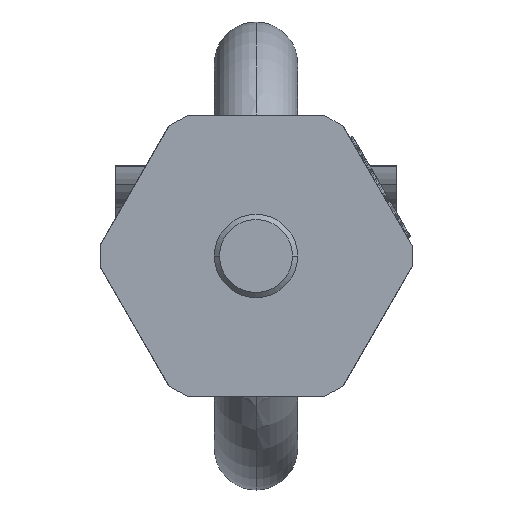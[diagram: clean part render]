
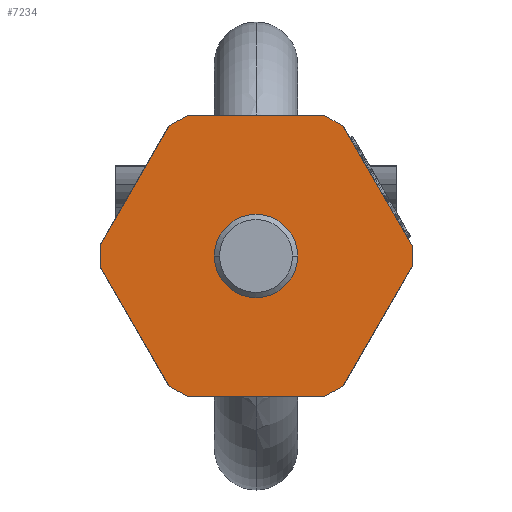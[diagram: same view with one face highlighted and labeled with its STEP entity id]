
A CAD part, front view. The second image highlights one B-rep face of the part: STEP entity #7234.
In plain terms, the highlighted face is planar.
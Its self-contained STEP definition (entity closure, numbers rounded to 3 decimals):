
#1=DIRECTION('',(0.,-1.,0.));
#2=VECTOR('',#1,2.038);
#3=CARTESIAN_POINT('',(-15.,1.019,0.));
#4=LINE('',#3,#2);
#5=DIRECTION('',(0.5,-0.866,0.));
#6=VECTOR('',#5,13.235);
#7=CARTESIAN_POINT('',(-15.,-1.019,0.));
#8=LINE('',#7,#6);
#9=DIRECTION('',(0.866,-0.5,0.));
#10=VECTOR('',#9,2.038);
#11=CARTESIAN_POINT('',(-8.383,-12.481,0.));
#12=LINE('',#11,#10);
#13=DIRECTION('',(1.,0.,0.));
#14=VECTOR('',#13,13.235);
#15=CARTESIAN_POINT('',(-6.617,-13.5,0.));
#16=LINE('',#15,#14);
#17=DIRECTION('',(0.866,0.5,0.));
#18=VECTOR('',#17,2.038);
#19=CARTESIAN_POINT('',(6.617,-13.5,0.));
#20=LINE('',#19,#18);
#21=DIRECTION('',(0.5,0.866,0.));
#22=VECTOR('',#21,13.235);
#23=CARTESIAN_POINT('',(8.383,-12.481,0.));
#24=LINE('',#23,#22);
#25=DIRECTION('',(0.,1.,0.));
#26=VECTOR('',#25,2.038);
#27=CARTESIAN_POINT('',(15.,-1.019,0.));
#28=LINE('',#27,#26);
#29=DIRECTION('',(-0.5,0.866,0.));
#30=VECTOR('',#29,13.235);
#31=CARTESIAN_POINT('',(15.,1.019,0.));
#32=LINE('',#31,#30);
#33=DIRECTION('',(-0.866,0.5,0.));
#34=VECTOR('',#33,2.038);
#35=CARTESIAN_POINT('',(8.383,12.481,0.));
#36=LINE('',#35,#34);
#37=DIRECTION('',(-1.,0.,0.));
#38=VECTOR('',#37,13.235);
#39=CARTESIAN_POINT('',(6.617,13.5,0.));
#40=LINE('',#39,#38);
#41=DIRECTION('',(-0.866,-0.5,0.));
#42=VECTOR('',#41,2.038);
#43=CARTESIAN_POINT('',(-6.617,13.5,0.));
#44=LINE('',#43,#42);
#45=DIRECTION('',(-0.5,-0.866,0.));
#46=VECTOR('',#45,13.235);
#47=CARTESIAN_POINT('',(-8.383,12.481,0.));
#48=LINE('',#47,#46);
#49=CARTESIAN_POINT('',(0.,0.,0.));
#50=DIRECTION('',(0.,0.,1.));
#51=DIRECTION('',(0.,1.,0.));
#52=AXIS2_PLACEMENT_3D('',#49,#50,#51);
#54=CARTESIAN_POINT('',(0.,0.,0.));
#55=DIRECTION('',(0.,0.,1.));
#56=DIRECTION('',(0.,-1.,0.));
#57=AXIS2_PLACEMENT_3D('',#54,#55,#56);
#5451=CARTESIAN_POINT('',(-15.,1.019,0.));
#5452=CARTESIAN_POINT('',(-15.,-1.019,0.));
#5453=VERTEX_POINT('',#5451);
#5454=VERTEX_POINT('',#5452);
#5455=CARTESIAN_POINT('',(15.,-1.019,0.));
#5456=CARTESIAN_POINT('',(15.,1.019,0.));
#5457=VERTEX_POINT('',#5455);
#5458=VERTEX_POINT('',#5456);
#5459=CARTESIAN_POINT('',(8.383,12.481,0.));
#5460=CARTESIAN_POINT('',(6.617,13.5,0.));
#5461=VERTEX_POINT('',#5459);
#5462=VERTEX_POINT('',#5460);
#5463=CARTESIAN_POINT('',(-8.383,-12.481,0.));
#5464=CARTESIAN_POINT('',(-6.617,-13.5,0.));
#5465=VERTEX_POINT('',#5463);
#5466=VERTEX_POINT('',#5464);
#5467=CARTESIAN_POINT('',(6.617,-13.5,0.));
#5468=CARTESIAN_POINT('',(8.383,-12.481,0.));
#5469=VERTEX_POINT('',#5467);
#5470=VERTEX_POINT('',#5468);
#5471=CARTESIAN_POINT('',(-6.617,13.5,0.));
#5472=CARTESIAN_POINT('',(-8.383,12.481,0.));
#5473=VERTEX_POINT('',#5471);
#5474=VERTEX_POINT('',#5472);
#5581=CARTESIAN_POINT('',(0.,4.,0.));
#5582=CARTESIAN_POINT('',(0.,-4.,0.));
#5583=VERTEX_POINT('',#5581);
#5584=VERTEX_POINT('',#5582);
#7197=CARTESIAN_POINT('',(0.,0.,0.));
#7198=DIRECTION('',(0.,0.,1.));
#7199=DIRECTION('',(1.,0.,0.));
#7200=AXIS2_PLACEMENT_3D('',#7197,#7198,#7199);
#7201=PLANE('',#7200);
#7203=ORIENTED_EDGE('',*,*,#7202,.T.);
#7205=ORIENTED_EDGE('',*,*,#7204,.T.);
#7207=ORIENTED_EDGE('',*,*,#7206,.T.);
#7209=ORIENTED_EDGE('',*,*,#7208,.T.);
#7211=ORIENTED_EDGE('',*,*,#7210,.T.);
#7213=ORIENTED_EDGE('',*,*,#7212,.T.);
#7215=ORIENTED_EDGE('',*,*,#7214,.T.);
#7217=ORIENTED_EDGE('',*,*,#7216,.T.);
#7219=ORIENTED_EDGE('',*,*,#7218,.T.);
#7221=ORIENTED_EDGE('',*,*,#7220,.T.);
#7223=ORIENTED_EDGE('',*,*,#7222,.T.);
#7225=ORIENTED_EDGE('',*,*,#7224,.T.);
#7226=EDGE_LOOP('',(#7203,#7205,#7207,#7209,#7211,#7213,#7215,#7217,#7219,#7221,
#7223,#7225));
#7227=FACE_OUTER_BOUND('',#7226,.F.);
#7229=ORIENTED_EDGE('',*,*,#7228,.F.);
#7231=ORIENTED_EDGE('',*,*,#7230,.F.);
#7232=EDGE_LOOP('',(#7229,#7231));
#7233=FACE_BOUND('',#7232,.F.);
#7234=ADVANCED_FACE('',(#7227,#7233),#7201,.F.);
#53=CIRCLE('',#52,4.);
#58=CIRCLE('',#57,4.);
#7202=EDGE_CURVE('',#5453,#5454,#4,.T.);
#7204=EDGE_CURVE('',#5454,#5465,#8,.T.);
#7206=EDGE_CURVE('',#5465,#5466,#12,.T.);
#7208=EDGE_CURVE('',#5466,#5469,#16,.T.);
#7210=EDGE_CURVE('',#5469,#5470,#20,.T.);
#7212=EDGE_CURVE('',#5470,#5457,#24,.T.);
#7214=EDGE_CURVE('',#5457,#5458,#28,.T.);
#7216=EDGE_CURVE('',#5458,#5461,#32,.T.);
#7218=EDGE_CURVE('',#5461,#5462,#36,.T.);
#7220=EDGE_CURVE('',#5462,#5473,#40,.T.);
#7222=EDGE_CURVE('',#5473,#5474,#44,.T.);
#7224=EDGE_CURVE('',#5474,#5453,#48,.T.);
#7228=EDGE_CURVE('',#5583,#5584,#53,.T.);
#7230=EDGE_CURVE('',#5584,#5583,#58,.T.);
